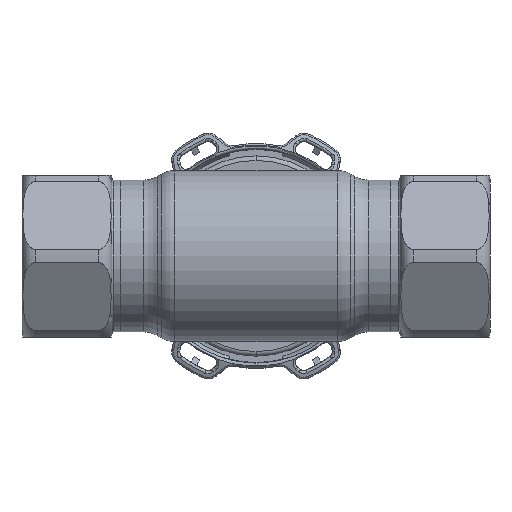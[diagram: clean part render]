
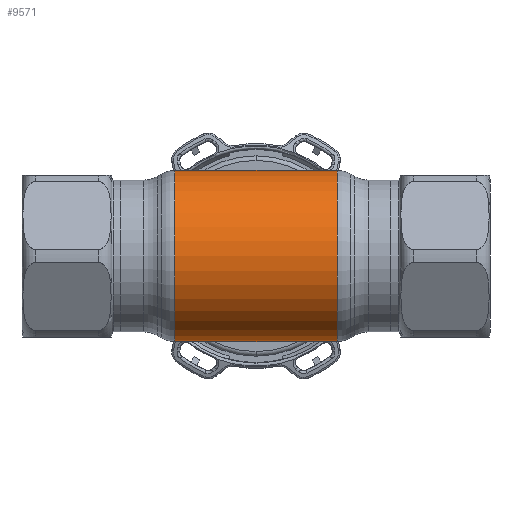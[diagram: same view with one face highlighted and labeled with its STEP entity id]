
A CAD part, front view. The second image highlights one B-rep face of the part: STEP entity #9571.
In plain terms, the highlighted cylindrical face has radius 19 mm (diameter 38 mm), a partial arc.
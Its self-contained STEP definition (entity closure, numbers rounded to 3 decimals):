
#582 = CARTESIAN_POINT ( 'NONE',  ( -62.69, 0., 19. ) ) ;
#939 = DIRECTION ( 'NONE',  ( -1., 0., 0. ) ) ;
#1260 = DIRECTION ( 'NONE',  ( -1., 0., 0. ) ) ;
#1442 = CARTESIAN_POINT ( 'NONE',  ( -62.69, 0., -19. ) ) ;
#1720 = CARTESIAN_POINT ( 'NONE',  ( -18.035, 0., 19. ) ) ;
#2106 = CARTESIAN_POINT ( 'NONE',  ( -62.69, 0., 0. ) ) ;
#2990 = AXIS2_PLACEMENT_3D ( 'NONE', #31660, #939, #4222 ) ;
#3302 = DIRECTION ( 'NONE',  ( -1., 0., 0. ) ) ;
#4115 = CYLINDRICAL_SURFACE ( 'NONE', #25936, 19. ) ;
#4222 = DIRECTION ( 'NONE',  ( 0., 0., 1. ) ) ;
#6062 = LINE ( 'NONE', #582, #8487 ) ;
#6104 = VERTEX_POINT ( 'NONE', #21881 ) ;
#6913 = ORIENTED_EDGE ( 'NONE', *, *, #19172, .T. ) ;
#7820 = EDGE_CURVE ( 'NONE', #6104, #31902, #9785, .T. ) ;
#8187 = DIRECTION ( 'NONE',  ( -1., 0., 0. ) ) ;
#8487 = VECTOR ( 'NONE', #3302, 1000. ) ;
#9571 = ADVANCED_FACE ( 'NONE', ( #21022 ), #4115, .T. ) ;
#9785 = CIRCLE ( 'NONE', #28302, 19. ) ;
#9924 = EDGE_LOOP ( 'NONE', ( #14003, #6913, #17907, #30008 ) ) ;
#9970 = VERTEX_POINT ( 'NONE', #13165 ) ;
#11716 = VECTOR ( 'NONE', #1260, 1000. ) ;
#12541 = EDGE_CURVE ( 'NONE', #9970, #31902, #6062, .T. ) ;
#13165 = CARTESIAN_POINT ( 'NONE',  ( 18.035, 0., 19. ) ) ;
#14003 = ORIENTED_EDGE ( 'NONE', *, *, #23431, .F. ) ;
#17907 = ORIENTED_EDGE ( 'NONE', *, *, #12541, .T. ) ;
#19172 = EDGE_CURVE ( 'NONE', #32342, #9970, #26283, .T. ) ;
#20091 = CARTESIAN_POINT ( 'NONE',  ( 18.035, 0., -19. ) ) ;
#21022 = FACE_OUTER_BOUND ( 'NONE', #9924, .T. ) ;
#21881 = CARTESIAN_POINT ( 'NONE',  ( -18.035, 0., -19. ) ) ;
#23431 = EDGE_CURVE ( 'NONE', #32342, #6104, #26183, .T. ) ;
#24878 = DIRECTION ( 'NONE',  ( 0., 0., 1. ) ) ;
#25936 = AXIS2_PLACEMENT_3D ( 'NONE', #2106, #34431, #34805 ) ;
#26183 = LINE ( 'NONE', #1442, #11716 ) ;
#26283 = CIRCLE ( 'NONE', #2990, 19. ) ;
#27609 = CARTESIAN_POINT ( 'NONE',  ( -18.035, 0., 0. ) ) ;
#28302 = AXIS2_PLACEMENT_3D ( 'NONE', #27609, #8187, #24878 ) ;
#30008 = ORIENTED_EDGE ( 'NONE', *, *, #7820, .F. ) ;
#31660 = CARTESIAN_POINT ( 'NONE',  ( 18.035, 0., 0. ) ) ;
#31902 = VERTEX_POINT ( 'NONE', #1720 ) ;
#32342 = VERTEX_POINT ( 'NONE', #20091 ) ;
#34431 = DIRECTION ( 'NONE',  ( -1., 0., 0. ) ) ;
#34805 = DIRECTION ( 'NONE',  ( 0., 0., 1. ) ) ;
